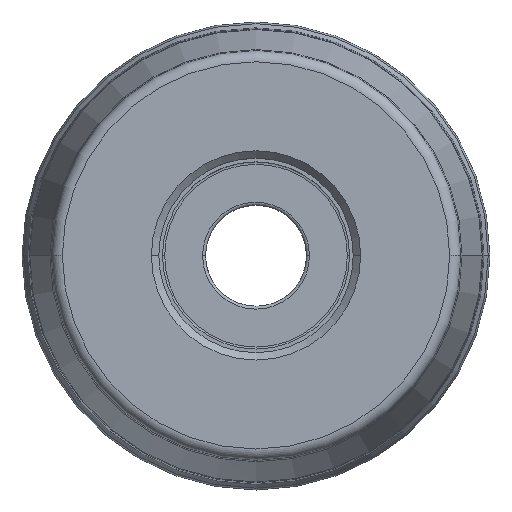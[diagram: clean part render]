
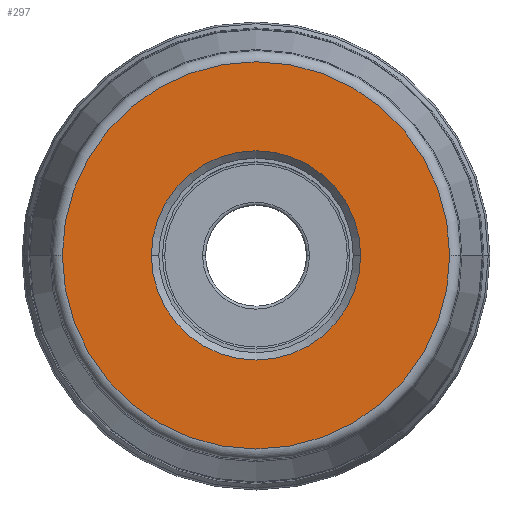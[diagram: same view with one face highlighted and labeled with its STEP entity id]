
A CAD part, top view. The second image highlights one B-rep face of the part: STEP entity #297.
In plain terms, the highlighted planar face has unit normal (0, 0, 1).
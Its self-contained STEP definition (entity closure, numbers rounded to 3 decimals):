
#30=PLANE('',#2686);
#38=FACE_BOUND('',#577,.T.);
#39=FACE_BOUND('',#578,.T.);
#297=ADVANCED_FACE('',(#38,#39),#30,.F.);
#577=EDGE_LOOP('',(#1072,#1073,#1074,#1075));
#578=EDGE_LOOP('',(#1076,#1077,#1078,#1079));
#1072=ORIENTED_EDGE('',*,*,#1669,.F.);
#1073=ORIENTED_EDGE('',*,*,#1673,.F.);
#1074=ORIENTED_EDGE('',*,*,#1672,.T.);
#1075=ORIENTED_EDGE('',*,*,#1670,.T.);
#1076=ORIENTED_EDGE('',*,*,#1674,.T.);
#1077=ORIENTED_EDGE('',*,*,#1675,.T.);
#1078=ORIENTED_EDGE('',*,*,#1676,.T.);
#1079=ORIENTED_EDGE('',*,*,#1677,.T.);
#1378=VERTEX_POINT('',#5487);
#1379=VERTEX_POINT('',#5489);
#1380=VERTEX_POINT('',#5491);
#1381=VERTEX_POINT('',#5495);
#1382=VERTEX_POINT('',#5499);
#1383=VERTEX_POINT('',#5500);
#1384=VERTEX_POINT('',#5502);
#1385=VERTEX_POINT('',#5504);
#1669=EDGE_CURVE('',#1378,#1379,#2034,.T.);
#1670=EDGE_CURVE('',#1380,#1379,#2035,.T.);
#1672=EDGE_CURVE('',#1381,#1380,#2037,.T.);
#1673=EDGE_CURVE('',#1381,#1378,#2038,.T.);
#1674=EDGE_CURVE('',#1382,#1383,#2039,.T.);
#1675=EDGE_CURVE('',#1383,#1384,#2040,.T.);
#1676=EDGE_CURVE('',#1384,#1385,#2041,.T.);
#1677=EDGE_CURVE('',#1385,#1382,#2042,.T.);
#2034=CIRCLE('',#2675,26.282);
#2035=CIRCLE('',#2676,26.282);
#2037=CIRCLE('',#2679,26.282);
#2038=CIRCLE('',#2680,26.282);
#2039=CIRCLE('',#2682,14.2);
#2040=CIRCLE('',#2683,14.2);
#2041=CIRCLE('',#2684,14.2);
#2042=CIRCLE('',#2685,14.2);
#2675=AXIS2_PLACEMENT_3D('',#5488,#3347,#3348);
#2676=AXIS2_PLACEMENT_3D('',#5490,#3349,#3350);
#2679=AXIS2_PLACEMENT_3D('',#5494,#3355,#3356);
#2680=AXIS2_PLACEMENT_3D('',#5496,#3357,#3358);
#2682=AXIS2_PLACEMENT_3D('',#5498,#3361,#3362);
#2683=AXIS2_PLACEMENT_3D('',#5501,#3363,#3364);
#2684=AXIS2_PLACEMENT_3D('',#5503,#3365,#3366);
#2685=AXIS2_PLACEMENT_3D('',#5505,#3367,#3368);
#2686=AXIS2_PLACEMENT_3D('',#5506,#3369,#3370);
#3347=DIRECTION('',(0.,0.,-1.));
#3348=DIRECTION('',(-1.,0.,0.));
#3349=DIRECTION('',(0.,0.,1.));
#3350=DIRECTION('',(1.,0.,0.));
#3355=DIRECTION('',(0.,0.,1.));
#3356=DIRECTION('',(1.,0.,0.));
#3357=DIRECTION('',(0.,0.,-1.));
#3358=DIRECTION('',(-1.,0.,0.));
#3361=DIRECTION('',(0.,0.,-1.));
#3362=DIRECTION('',(0.,-1.,0.));
#3363=DIRECTION('',(0.,0.,-1.));
#3364=DIRECTION('',(-1.,0.,0.));
#3365=DIRECTION('',(0.,0.,-1.));
#3366=DIRECTION('',(0.,1.,0.));
#3367=DIRECTION('',(0.,0.,-1.));
#3368=DIRECTION('',(1.,0.,0.));
#3369=DIRECTION('',(0.,0.,-1.));
#3370=DIRECTION('',(1.,0.,0.));
#5487=CARTESIAN_POINT('',(-26.282,0.,0.));
#5488=CARTESIAN_POINT('',(0.,0.,0.));
#5489=CARTESIAN_POINT('',(-26.281,0.021,0.));
#5490=CARTESIAN_POINT('',(0.,0.,0.));
#5491=CARTESIAN_POINT('',(26.282,0.,0.));
#5494=CARTESIAN_POINT('',(0.,0.,0.));
#5495=CARTESIAN_POINT('',(26.281,-0.021,0.));
#5496=CARTESIAN_POINT('',(0.,0.,0.));
#5498=CARTESIAN_POINT('',(0.,0.,0.));
#5499=CARTESIAN_POINT('',(0.,-14.2,0.));
#5500=CARTESIAN_POINT('',(-14.2,0.,0.));
#5501=CARTESIAN_POINT('',(0.,0.,0.));
#5502=CARTESIAN_POINT('',(0.,14.2,0.));
#5503=CARTESIAN_POINT('',(0.,0.,0.));
#5504=CARTESIAN_POINT('',(14.2,0.,0.));
#5505=CARTESIAN_POINT('',(0.,0.,0.));
#5506=CARTESIAN_POINT('',(0.,0.,0.));
